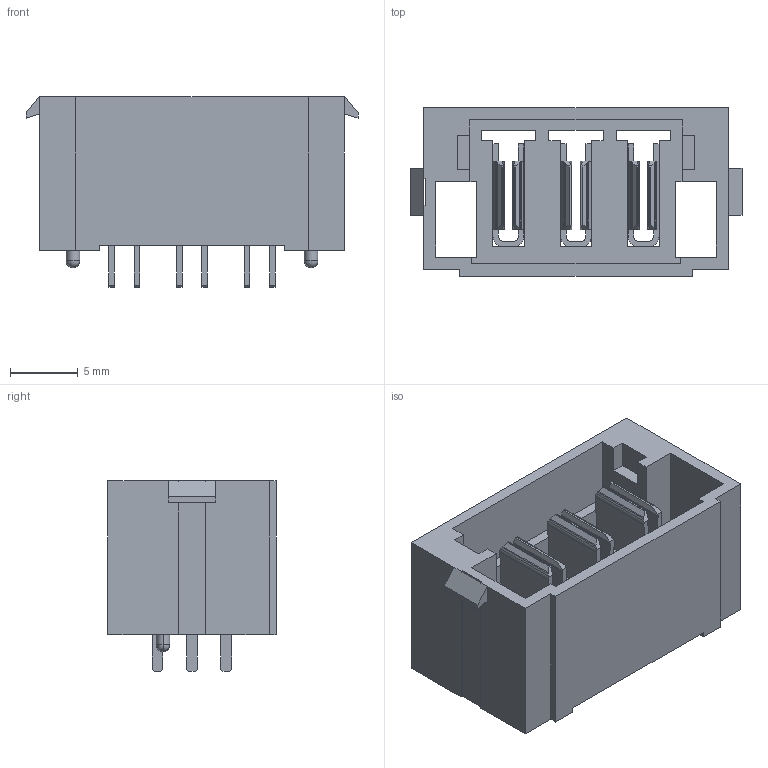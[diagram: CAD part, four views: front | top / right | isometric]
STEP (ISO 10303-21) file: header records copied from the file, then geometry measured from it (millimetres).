
FILE_DESCRIPTION (( 'STEP AP214' ), '1' );
FILE_NAME ('MPT-03-6.30-01-L-V.STEP', '2018-06-15T11:54:18', ( '' ), ( '' ), 'SwSTEP 2.0', 'SolidWorks 2018', '' );
FILE_SCHEMA (( 'AUTOMOTIVE_DESIGN' ));
Length unit declared in the file: millimetre
Products named in the file (3): MPT-03-6.30-01-L-V; _MPT03_SDterminal1_2; _MPT0301pins3_4
Assembly tree (2 placements, depth 2):
  MPT-03-6.30-01-L-V
    _MPT03_SDterminal1_2
    _MPT0301pins3_4
Bounding box: 24.56 x 12.45 x 14.1 mm (x, y, z)
Volume: 1676.9 mm3; surface area: 3154.3 mm2
Topology: 2 solids, 2 shells, 350 faces, 1034 edges, 680 vertices
Faces by surface type: plane 312, cylinder 34, sphere 4
Entity records: 11560 total; most frequent: CARTESIAN_POINT 2165, ORIENTED_EDGE 2052, DIRECTION 1760, EDGE_CURVE 1026, VECTOR 938, LINE 938, VERTEX_POINT 680, AXIS2_PLACEMENT_3D 411
